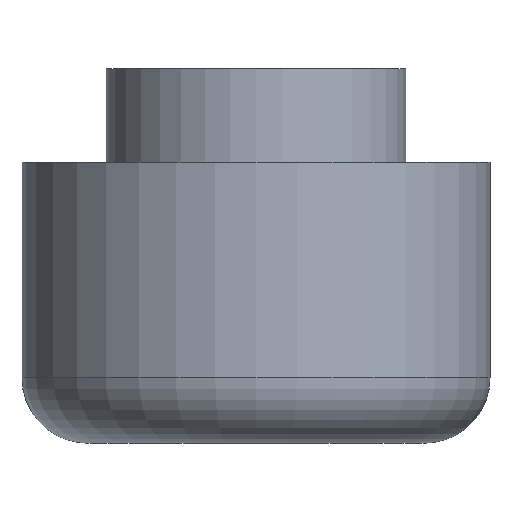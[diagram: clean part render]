
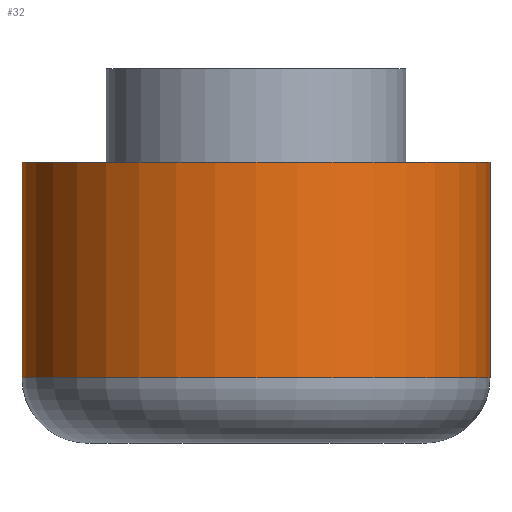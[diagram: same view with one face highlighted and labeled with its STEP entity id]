
A CAD part, front view. The second image highlights one B-rep face of the part: STEP entity #32.
In plain terms, the highlighted cylindrical face has radius 25 mm (diameter 50 mm), a partial arc.
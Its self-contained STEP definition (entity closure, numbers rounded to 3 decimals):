
#10 = ORIENTED_EDGE ( 'NONE', *, *, #181, .T. ) ;
#11 = ORIENTED_EDGE ( 'NONE', *, *, #260, .F. ) ;
#32 = ADVANCED_FACE ( 'NONE', ( #492 ), #131, .T. ) ;
#34 = CIRCLE ( 'NONE', #510, 25. ) ;
#35 = ORIENTED_EDGE ( 'NONE', *, *, #558, .T. ) ;
#116 = CIRCLE ( 'NONE', #320, 25. ) ;
#131 = CYLINDRICAL_SURFACE ( 'NONE', #502, 25. ) ;
#148 = ORIENTED_EDGE ( 'NONE', *, *, #609, .F. ) ;
#164 = DIRECTION ( 'NONE',  ( 0., 0., 1. ) ) ;
#165 = VERTEX_POINT ( 'NONE', #562 ) ;
#169 = VERTEX_POINT ( 'NONE', #351 ) ;
#170 = VERTEX_POINT ( 'NONE', #556 ) ;
#181 = EDGE_CURVE ( 'NONE', #169, #170, #116, .T. ) ;
#185 = EDGE_LOOP ( 'NONE', ( #148, #11, #35, #10 ) ) ;
#195 = DIRECTION ( 'NONE',  ( 1., 0., 0. ) ) ;
#232 = DIRECTION ( 'NONE',  ( -1., 0., 0. ) ) ;
#246 = LINE ( 'NONE', #420, #247 ) ;
#247 = VECTOR ( 'NONE', #412, 1000. ) ;
#260 = EDGE_CURVE ( 'NONE', #286, #165, #34, .T. ) ;
#286 = VERTEX_POINT ( 'NONE', #295 ) ;
#295 = CARTESIAN_POINT ( 'NONE',  ( -25., 0., 30. ) ) ;
#320 = AXIS2_PLACEMENT_3D ( 'NONE', #370, #164, #333 ) ;
#333 = DIRECTION ( 'NONE',  ( 1., 0., 0. ) ) ;
#351 = CARTESIAN_POINT ( 'NONE',  ( -25., 0., 7. ) ) ;
#359 = CARTESIAN_POINT ( 'NONE',  ( 0., 0., 15. ) ) ;
#370 = CARTESIAN_POINT ( 'NONE',  ( 0., 0., 7. ) ) ;
#412 = DIRECTION ( 'NONE',  ( 0., 0., -1. ) ) ;
#420 = CARTESIAN_POINT ( 'NONE',  ( 25., 0., 15. ) ) ;
#470 = DIRECTION ( 'NONE',  ( 0., 0., -1. ) ) ;
#485 = VECTOR ( 'NONE', #545, 1000. ) ;
#492 = FACE_OUTER_BOUND ( 'NONE', #185, .T. ) ;
#493 = CARTESIAN_POINT ( 'NONE',  ( 0., 0., 30. ) ) ;
#502 = AXIS2_PLACEMENT_3D ( 'NONE', #359, #470, #232 ) ;
#510 = AXIS2_PLACEMENT_3D ( 'NONE', #493, #548, #195 ) ;
#545 = DIRECTION ( 'NONE',  ( 0., 0., -1. ) ) ;
#548 = DIRECTION ( 'NONE',  ( 0., 0., 1. ) ) ;
#556 = CARTESIAN_POINT ( 'NONE',  ( 25., 0., 7. ) ) ;
#558 = EDGE_CURVE ( 'NONE', #286, #169, #570, .T. ) ;
#562 = CARTESIAN_POINT ( 'NONE',  ( 25., 0., 30. ) ) ;
#564 = CARTESIAN_POINT ( 'NONE',  ( -25., 0., 15. ) ) ;
#570 = LINE ( 'NONE', #564, #485 ) ;
#609 = EDGE_CURVE ( 'NONE', #165, #170, #246, .T. ) ;
